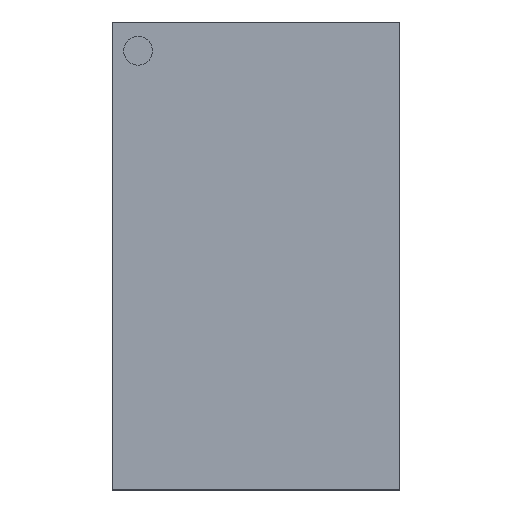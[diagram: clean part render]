
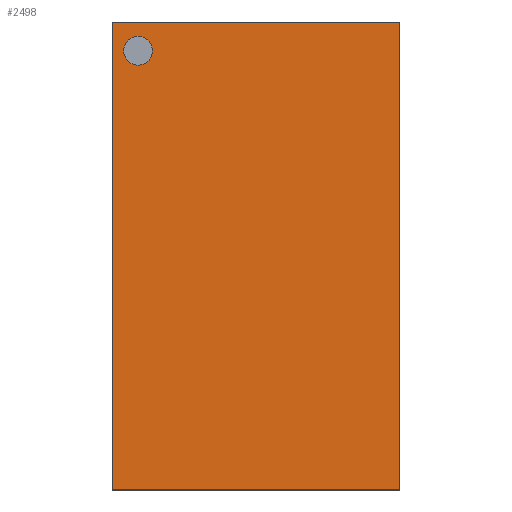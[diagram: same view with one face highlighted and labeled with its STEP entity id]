
A CAD part, top view. The second image highlights one B-rep face of the part: STEP entity #2498.
In plain terms, the highlighted planar face has unit normal (0, 0, 1).
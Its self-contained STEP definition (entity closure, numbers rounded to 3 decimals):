
#17=LINE('',#4652,#29);
#20=LINE('',#4658,#32);
#23=LINE('',#4664,#35);
#26=LINE('',#4668,#38);
#29=VECTOR('',#3981,13.);
#32=VECTOR('',#3986,8.);
#35=VECTOR('',#3991,13.);
#38=VECTOR('',#3996,8.);
#319=FACE_BOUND('',#1064,.T.);
#690=FACE_OUTER_BOUND('',#1063,.T.);
#1063=EDGE_LOOP('',(#2024,#2025,#2026,#2027));
#1064=EDGE_LOOP('',(#2028));
#1248=CIRCLE('',#3049,0.4);
#1432=VERTEX_POINT('',#4642);
#1435=VERTEX_POINT('',#4649);
#1436=VERTEX_POINT('',#4651);
#1438=VERTEX_POINT('',#4657);
#1440=VERTEX_POINT('',#4663);
#1624=EDGE_CURVE('',#1432,#1432,#1248,.T.);
#1627=EDGE_CURVE('',#1436,#1435,#17,.T.);
#1630=EDGE_CURVE('',#1438,#1436,#20,.T.);
#1633=EDGE_CURVE('',#1440,#1438,#23,.T.);
#1636=EDGE_CURVE('',#1435,#1440,#26,.T.);
#2024=ORIENTED_EDGE('',*,*,#1636,.T.);
#2025=ORIENTED_EDGE('',*,*,#1633,.T.);
#2026=ORIENTED_EDGE('',*,*,#1630,.T.);
#2027=ORIENTED_EDGE('',*,*,#1627,.T.);
#2028=ORIENTED_EDGE('',*,*,#1624,.T.);
#2217=PLANE('',#3056);
#2498=ADVANCED_FACE('',(#690,#319),#2217,.T.);
#3049=AXIS2_PLACEMENT_3D('',#4643,#3973,#3974);
#3056=AXIS2_PLACEMENT_3D('',#4670,#3999,#4000);
#3973=DIRECTION('center_axis',(0.,0.,-1.));
#3974=DIRECTION('ref_axis',(1.,0.,0.));
#3981=DIRECTION('',(0.,1.,0.));
#3986=DIRECTION('',(1.,0.,0.));
#3991=DIRECTION('',(0.,-1.,0.));
#3996=DIRECTION('',(-1.,0.,0.));
#3999=DIRECTION('center_axis',(0.,0.,1.));
#4000=DIRECTION('ref_axis',(1.,0.,0.));
#4642=CARTESIAN_POINT('',(-2.875,5.7,1.));
#4643=CARTESIAN_POINT('Origin',(-3.275,5.7,1.));
#4649=CARTESIAN_POINT('',(4.,6.5,1.));
#4651=CARTESIAN_POINT('',(4.,-6.5,1.));
#4652=CARTESIAN_POINT('',(4.,6.5,1.));
#4657=CARTESIAN_POINT('',(-4.,-6.5,1.));
#4658=CARTESIAN_POINT('',(4.,-6.5,1.));
#4663=CARTESIAN_POINT('',(-4.,6.5,1.));
#4664=CARTESIAN_POINT('',(-4.,-6.5,1.));
#4668=CARTESIAN_POINT('',(-4.,6.5,1.));
#4670=CARTESIAN_POINT('Origin',(0.,0.,1.));
